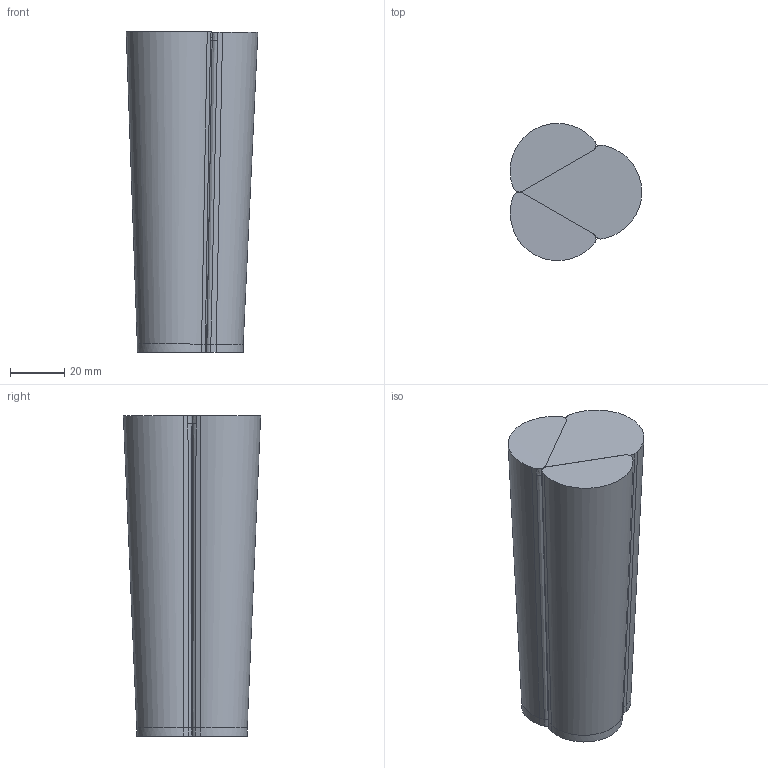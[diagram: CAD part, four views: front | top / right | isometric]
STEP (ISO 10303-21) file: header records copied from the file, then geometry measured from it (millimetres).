
FILE_DESCRIPTION(('FreeCAD Model'),'2;1');
FILE_NAME('Segment1.step', '2021-07-07T17:39:07',('Author'),(''), 'Open CASCADE STEP processor 7.3','FreeCAD','Unknown');
FILE_SCHEMA(('AUTOMOTIVE_DESIGN { 1 0 10303 214 1 1 1 1 }'));
Length unit declared in the file: millimetre
Products named in the file (1): non-groove-segment002
Bounding box: 48.5 x 50.59 x 118.08 mm (x, y, z)
Volume: 97202 mm3; surface area: 43242.7 mm2
Topology: 1 solids, 4 shells, 73 faces, 174 edges, 109 vertices
Faces by surface type: bspline 51, plane 22
Entity records: 15534 total; most frequent: CARTESIAN_POINT 12937, B_SPLINE_CURVE_WITH_KNOTS 422, ORIENTED_EDGE 348, PCURVE 348, DEFINITIONAL_REPRESENTATION 348, EDGE_CURVE 174, SURFACE_CURVE 174, DIRECTION 146
